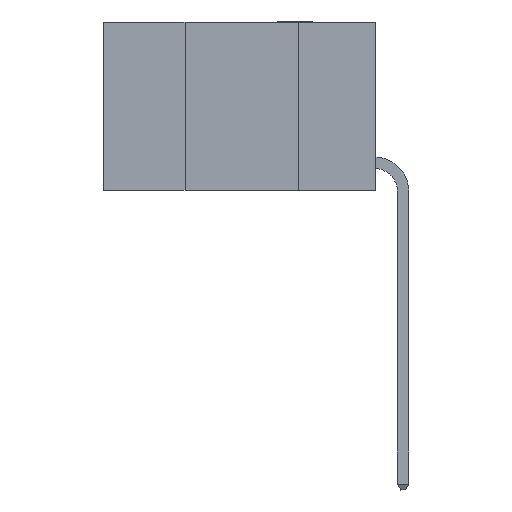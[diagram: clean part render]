
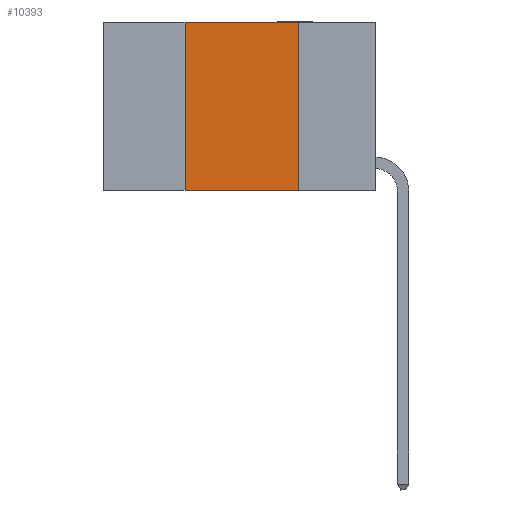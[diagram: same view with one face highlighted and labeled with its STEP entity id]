
A CAD part, left-side view. The second image highlights one B-rep face of the part: STEP entity #10393.
In plain terms, the highlighted planar face has unit normal (-1, 0, 0).
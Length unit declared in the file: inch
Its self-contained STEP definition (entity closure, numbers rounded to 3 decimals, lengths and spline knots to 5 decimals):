
#163 = LINE ( 'NONE', #7624, #7342 ) ;
#256 = ORIENTED_EDGE ( 'NONE', *, *, #5211, .F. ) ;
#1176 = CARTESIAN_POINT ( 'NONE',  ( 0., 0.42, 0. ) ) ;
#2182 = LINE ( 'NONE', #1176, #12157 ) ;
#3931 = VECTOR ( 'NONE', #13066, 39.37008 ) ;
#4803 = LINE ( 'NONE', #10122, #4926 ) ;
#4926 = VECTOR ( 'NONE', #12109, 39.37008 ) ;
#5192 = AXIS2_PLACEMENT_3D ( 'NONE', #13501, #6002, #12478 ) ;
#5209 = EDGE_CURVE ( 'NONE', #13355, #13232, #2182, .T. ) ;
#5211 = EDGE_CURVE ( 'NONE', #6264, #7128, #163, .T. ) ;
#5545 = ORIENTED_EDGE ( 'NONE', *, *, #7523, .T. ) ;
#6002 = DIRECTION ( 'NONE',  ( 1., 0., 0. ) ) ;
#6264 = VERTEX_POINT ( 'NONE', #7163 ) ;
#6660 = CARTESIAN_POINT ( 'NONE',  ( 0., 0.42, 0. ) ) ;
#6719 = ORIENTED_EDGE ( 'NONE', *, *, #9540, .F. ) ;
#6754 = LINE ( 'NONE', #9913, #3931 ) ;
#6980 = FACE_OUTER_BOUND ( 'NONE', #11025, .T. ) ;
#7128 = VERTEX_POINT ( 'NONE', #12198 ) ;
#7163 = CARTESIAN_POINT ( 'NONE',  ( 0., 0.17, 0. ) ) ;
#7342 = VECTOR ( 'NONE', #11801, 39.37008 ) ;
#7523 = EDGE_CURVE ( 'NONE', #13355, #7128, #6754, .T. ) ;
#7624 = CARTESIAN_POINT ( 'NONE',  ( 0., 0.17, 0. ) ) ;
#9540 = EDGE_CURVE ( 'NONE', #13232, #6264, #4803, .T. ) ;
#9596 = DIRECTION ( 'NONE',  ( 0., 0., 1. ) ) ;
#9913 = CARTESIAN_POINT ( 'NONE',  ( 0., 0.6, -0.37 ) ) ;
#10122 = CARTESIAN_POINT ( 'NONE',  ( 0., 0.6, 0. ) ) ;
#10393 = ADVANCED_FACE ( 'NONE', ( #6980 ), #11147, .F. ) ;
#11025 = EDGE_LOOP ( 'NONE', ( #256, #6719, #12772, #5545 ) ) ;
#11147 = PLANE ( 'NONE',  #5192 ) ;
#11801 = DIRECTION ( 'NONE',  ( 0., 0., -1. ) ) ;
#12109 = DIRECTION ( 'NONE',  ( 0., -1., 0. ) ) ;
#12157 = VECTOR ( 'NONE', #9596, 39.37008 ) ;
#12198 = CARTESIAN_POINT ( 'NONE',  ( 0., 0.17, -0.37 ) ) ;
#12478 = DIRECTION ( 'NONE',  ( 0., 0., -1. ) ) ;
#12772 = ORIENTED_EDGE ( 'NONE', *, *, #5209, .F. ) ;
#13066 = DIRECTION ( 'NONE',  ( 0., -1., 0. ) ) ;
#13165 = CARTESIAN_POINT ( 'NONE',  ( 0., 0.42, -0.37 ) ) ;
#13232 = VERTEX_POINT ( 'NONE', #6660 ) ;
#13355 = VERTEX_POINT ( 'NONE', #13165 ) ;
#13501 = CARTESIAN_POINT ( 'NONE',  ( 0., 0.6, 0. ) ) ;
